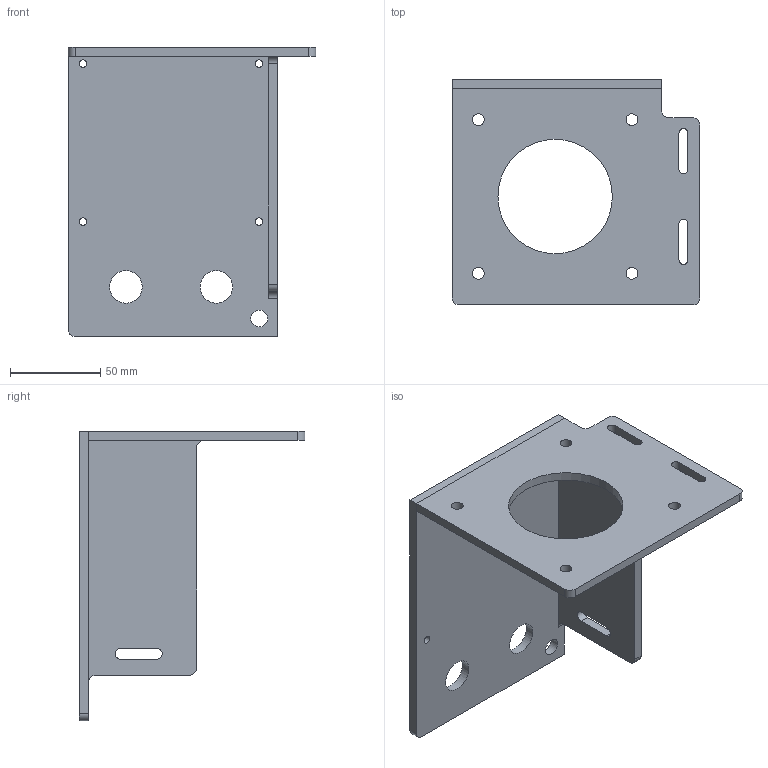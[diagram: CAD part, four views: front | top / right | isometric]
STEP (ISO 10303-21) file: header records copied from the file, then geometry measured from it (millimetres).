
FILE_DESCRIPTION(('FreeCAD Model'),'2;1');
FILE_NAME('Open CASCADE Shape Model','2025-01-09T17:33:54',(''),(''), 'Open CASCADE STEP processor 7.8','FreeCAD','Unknown');
FILE_SCHEMA(('AUTOMOTIVE_DESIGN { 1 0 10303 214 1 1 1 1 }'));
Length unit declared in the file: millimetre
Products named in the file (1): Motor1100Bracket3DP
Bounding box: 137.09 x 125 x 160 mm (x, y, z)
Volume: 190558.8 mm3; surface area: 83555.3 mm2
Topology: 1 solids, 1 shells, 53 faces, 151 edges, 100 vertices
Faces by surface type: plane 27, cylinder 26
Full cylindrical faces by diameter (mm): 4.2 x4, 6.5 x4, 9.3 x1, 18 x2, 63.3 x1
Entity records: 3809 total; most frequent: CARTESIAN_POINT 649, DIRECTION 606, LINE 349, VECTOR 349, ORIENTED_EDGE 302, PCURVE 302, DEFINITIONAL_REPRESENTATION 302, EDGE_CURVE 151
